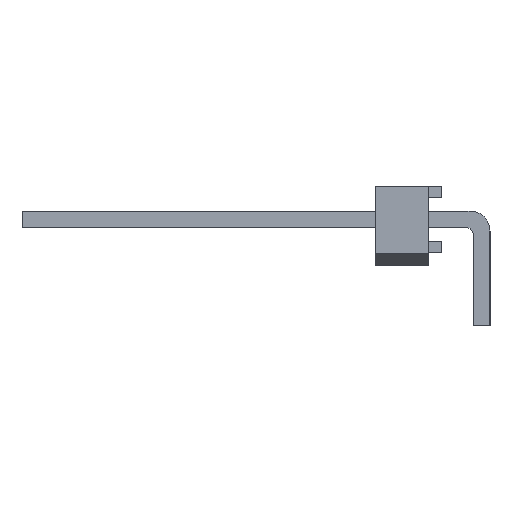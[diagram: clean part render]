
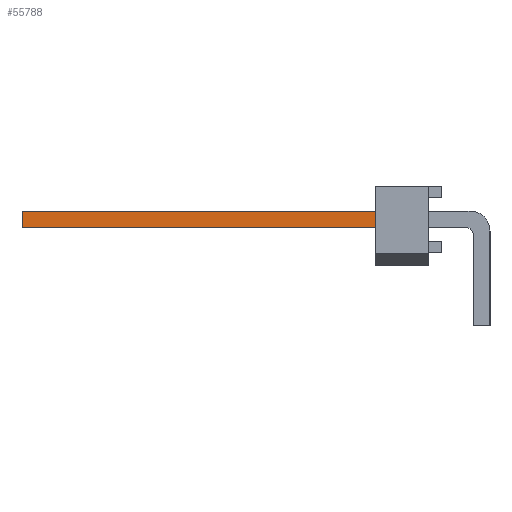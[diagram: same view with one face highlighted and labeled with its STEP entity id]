
A CAD part, left-side view. The second image highlights one B-rep face of the part: STEP entity #55788.
In plain terms, the highlighted face is planar.
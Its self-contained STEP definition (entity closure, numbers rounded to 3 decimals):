
#53469 = VERTEX_POINT('',#53470);
#53470 = CARTESIAN_POINT('',(46.038,17.526,-0.318));
#53476 = EDGE_CURVE('',#53477,#53469,#53479,.T.);
#53477 = VERTEX_POINT('',#53478);
#53478 = CARTESIAN_POINT('',(46.038,2.921,-0.318));
#53479 = LINE('',#53480,#53481);
#53480 = CARTESIAN_POINT('',(46.038,0.445,-0.318));
#53481 = VECTOR('',#53482,1.);
#53482 = DIRECTION('',(0.,1.,0.));
#54949 = VERTEX_POINT('',#54950);
#54950 = CARTESIAN_POINT('',(46.038,2.921,0.318));
#54956 = EDGE_CURVE('',#54957,#54949,#54959,.T.);
#54957 = VERTEX_POINT('',#54958);
#54958 = CARTESIAN_POINT('',(46.038,17.526,0.318));
#54959 = LINE('',#54960,#54961);
#54960 = CARTESIAN_POINT('',(46.038,17.526,0.318));
#54961 = VECTOR('',#54962,1.);
#54962 = DIRECTION('',(0.,-1.,0.));
#55777 = EDGE_CURVE('',#53469,#54957,#55778,.T.);
#55778 = LINE('',#55779,#55780);
#55779 = CARTESIAN_POINT('',(46.038,17.526,-0.318));
#55780 = VECTOR('',#55781,1.);
#55781 = DIRECTION('',(0.,0.,1.));
#55788 = ADVANCED_FACE('',(#55789),#55800,.T.);
#55789 = FACE_BOUND('',#55790,.T.);
#55790 = EDGE_LOOP('',(#55791,#55792,#55798,#55799));
#55791 = ORIENTED_EDGE('',*,*,#54956,.T.);
#55792 = ORIENTED_EDGE('',*,*,#55793,.T.);
#55793 = EDGE_CURVE('',#54949,#53477,#55794,.T.);
#55794 = LINE('',#55795,#55796);
#55795 = CARTESIAN_POINT('',(46.038,2.921,0.445));
#55796 = VECTOR('',#55797,1.);
#55797 = DIRECTION('',(0.,0.,-1.));
#55798 = ORIENTED_EDGE('',*,*,#53476,.T.);
#55799 = ORIENTED_EDGE('',*,*,#55777,.T.);
#55800 = PLANE('',#55801);
#55801 = AXIS2_PLACEMENT_3D('',#55802,#55803,#55804);
#55802 = CARTESIAN_POINT('',(46.038,0.445,0.445));
#55803 = DIRECTION('',(1.,0.,0.));
#55804 = DIRECTION('',(0.,0.,-1.));
